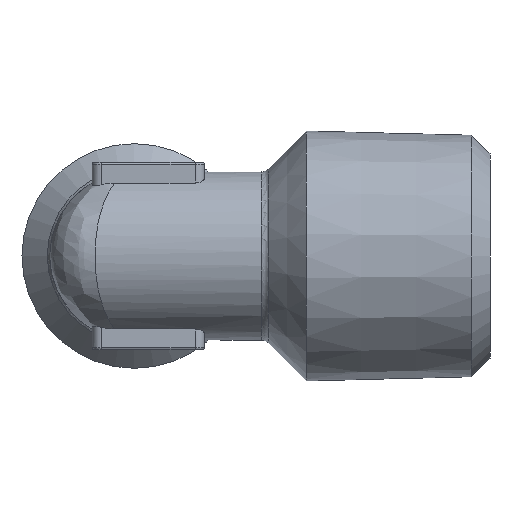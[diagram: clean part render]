
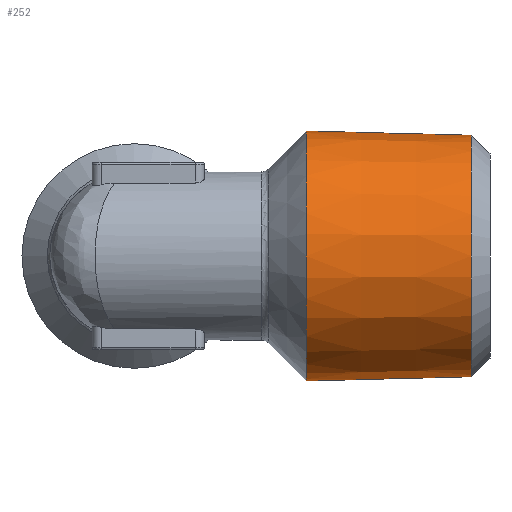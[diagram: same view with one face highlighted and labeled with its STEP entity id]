
A CAD part, left-side view. The second image highlights one B-rep face of the part: STEP entity #252.
In plain terms, the highlighted conical face has half-angle 1.47 degrees and reference radius 6.694 mm.
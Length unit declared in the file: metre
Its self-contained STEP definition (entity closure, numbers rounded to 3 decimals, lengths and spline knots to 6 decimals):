
#252 = ADVANCED_FACE( 'NONE', ( #528, #529 ), #530, .T. );
#528 = FACE_OUTER_BOUND( '', #948, .T. );
#529 = FACE_BOUND( '', #949, .T. );
#530 = CONICAL_SURFACE( '', #950, 0.006694, 0.026 );
#948 = EDGE_LOOP( '', ( #1560 ) );
#949 = EDGE_LOOP( '', ( #1561 ) );
#950 = AXIS2_PLACEMENT_3D( '', #1562, #1563, #1564 );
#1560 = ORIENTED_EDGE( '', *, *, #1709, .F. );
#1561 = ORIENTED_EDGE( '', *, *, #1786, .F. );
#1562 = CARTESIAN_POINT( '', ( 0., -0.0085, 0. ) );
#1563 = DIRECTION( '', ( 0., 1., 0. ) );
#1564 = DIRECTION( '', ( 0., 0., 1. ) );
#1709 = EDGE_CURVE( 'NONE', #2020, #2020, #2021, .T. );
#1786 = EDGE_CURVE( 'NONE', #2130, #2130, #2131, .T. );
#2020 = VERTEX_POINT( '', #2515 );
#2021 = CIRCLE( '', #2516, 0.006677 );
#2130 = VERTEX_POINT( '', #2802 );
#2131 = CIRCLE( '', #2803, 0.00645 );
#2515 = CARTESIAN_POINT( '', ( 0., -0.009177, 0.006677 ) );
#2516 = AXIS2_PLACEMENT_3D( '', #3042, #3043, #3044 );
#2802 = CARTESIAN_POINT( '', ( 0., -0.018, -0.00645 ) );
#2803 = AXIS2_PLACEMENT_3D( '', #3126, #3127, #3128 );
#3042 = CARTESIAN_POINT( '', ( 0., -0.009177, 0. ) );
#3043 = DIRECTION( '', ( 0., 1., 0. ) );
#3044 = DIRECTION( '', ( 0., 0., 1. ) );
#3126 = CARTESIAN_POINT( '', ( 0., -0.018, 0. ) );
#3127 = DIRECTION( '', ( 0., -1., 0. ) );
#3128 = DIRECTION( '', ( 0., 0., -1. ) );
